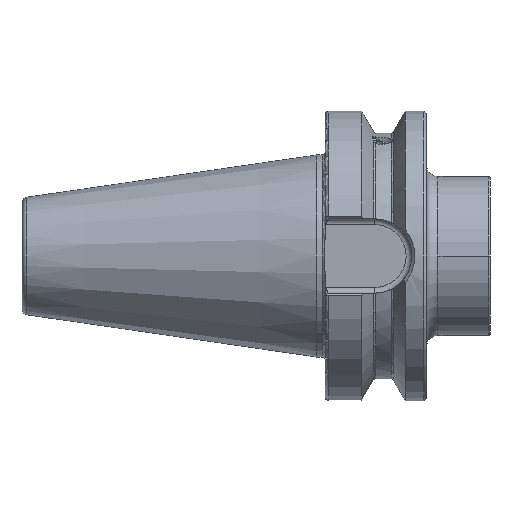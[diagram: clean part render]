
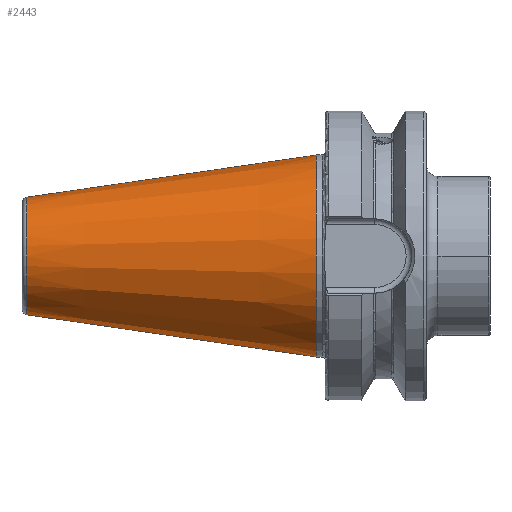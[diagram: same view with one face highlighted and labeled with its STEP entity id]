
A CAD part, front view. The second image highlights one B-rep face of the part: STEP entity #2443.
In plain terms, the highlighted conical face has half-angle 8.297 degrees and reference radius 34.925 mm.
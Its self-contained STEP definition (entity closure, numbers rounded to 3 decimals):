
#34 = DIRECTION ( 'NONE',  ( 0.99, 0., -0.144 ) ) ;
#501 = LINE ( 'NONE', #5632, #5197 ) ;
#542 = AXIS2_PLACEMENT_3D ( 'NONE', #1136, #1125, #1117 ) ;
#615 = DIRECTION ( 'NONE',  ( -1., 0., 0. ) ) ;
#738 = AXIS2_PLACEMENT_3D ( 'NONE', #3542, #615, #4021 ) ;
#812 = ORIENTED_EDGE ( 'NONE', *, *, #3188, .F. ) ;
#979 = CARTESIAN_POINT ( 'NONE',  ( 0., 0., 34.925 ) ) ;
#1117 = DIRECTION ( 'NONE',  ( 0., 0., 1. ) ) ;
#1125 = DIRECTION ( 'NONE',  ( -1., 0., 0. ) ) ;
#1136 = CARTESIAN_POINT ( 'NONE',  ( -100.089, 0., 0. ) ) ;
#1260 = CIRCLE ( 'NONE', #542, 20.329 ) ;
#1478 = DIRECTION ( 'NONE',  ( 0.99, 0., 0.144 ) ) ;
#2051 = VERTEX_POINT ( 'NONE', #5546 ) ;
#2212 = ORIENTED_EDGE ( 'NONE', *, *, #3466, .T. ) ;
#2443 = ADVANCED_FACE ( 'NONE', ( #4479 ), #4208, .T. ) ;
#2491 = CIRCLE ( 'NONE', #738, 34.925 ) ;
#3016 = VERTEX_POINT ( 'NONE', #4292 ) ;
#3024 = CARTESIAN_POINT ( 'NONE',  ( 0., 0., 34.925 ) ) ;
#3134 = DIRECTION ( 'NONE',  ( 1., 0., 0. ) ) ;
#3188 = EDGE_CURVE ( 'NONE', #5838, #3016, #1260, .T. ) ;
#3231 = CARTESIAN_POINT ( 'NONE',  ( 0., 0., 0. ) ) ;
#3247 = ORIENTED_EDGE ( 'NONE', *, *, #3381, .T. ) ;
#3347 = EDGE_CURVE ( 'NONE', #3016, #3429, #4606, .T. ) ;
#3364 = DIRECTION ( 'NONE',  ( 0., 0., -1. ) ) ;
#3381 = EDGE_CURVE ( 'NONE', #5838, #2051, #501, .T. ) ;
#3429 = VERTEX_POINT ( 'NONE', #3024 ) ;
#3463 = EDGE_LOOP ( 'NONE', ( #4324, #812, #3247, #2212 ) ) ;
#3466 = EDGE_CURVE ( 'NONE', #2051, #3429, #2491, .T. ) ;
#3542 = CARTESIAN_POINT ( 'NONE',  ( 0., 0., 0. ) ) ;
#3894 = CARTESIAN_POINT ( 'NONE',  ( -100.089, 0., -20.329 ) ) ;
#4021 = DIRECTION ( 'NONE',  ( 0., 0., 1. ) ) ;
#4208 = CONICAL_SURFACE ( 'NONE', #4859, 34.925, 0.145 ) ;
#4292 = CARTESIAN_POINT ( 'NONE',  ( -100.089, 0., 20.329 ) ) ;
#4324 = ORIENTED_EDGE ( 'NONE', *, *, #3347, .F. ) ;
#4338 = VECTOR ( 'NONE', #1478, 1000. ) ;
#4479 = FACE_OUTER_BOUND ( 'NONE', #3463, .T. ) ;
#4606 = LINE ( 'NONE', #979, #4338 ) ;
#4859 = AXIS2_PLACEMENT_3D ( 'NONE', #3231, #3134, #3364 ) ;
#5197 = VECTOR ( 'NONE', #34, 1000. ) ;
#5546 = CARTESIAN_POINT ( 'NONE',  ( 0., 0., -34.925 ) ) ;
#5632 = CARTESIAN_POINT ( 'NONE',  ( 0., 0., -34.925 ) ) ;
#5838 = VERTEX_POINT ( 'NONE', #3894 ) ;
